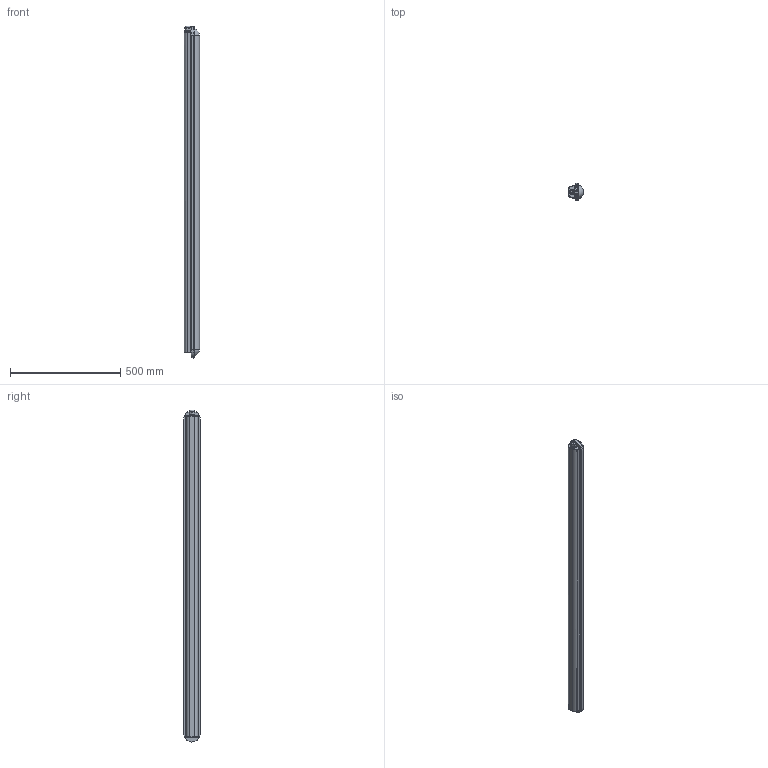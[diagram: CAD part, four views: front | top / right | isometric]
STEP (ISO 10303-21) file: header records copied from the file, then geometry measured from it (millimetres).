
FILE_DESCRIPTION (( 'STEP AP214' ), '1' );
FILE_NAME ('DP-VAL-1500.STEP', '2023-04-24T09:59:09', ( '' ), ( '' ), 'SwSTEP 2.0', 'SolidWorks 2020', '' );
FILE_SCHEMA (( 'AUTOMOTIVE_DESIGN' ));
Length unit declared in the file: millimetre
Products named in the file (1): DP-VAL-1500
Bounding box: 68 x 77 x 1502.5 mm (x, y, z)
Volume: 650060.4 mm3; surface area: 770909.3 mm2
Topology: 3 solids, 3 shells, 122 faces, 288 edges, 180 vertices
Faces by surface type: plane 52, cylinder 40, bspline 16, cone 5, torus 5, sphere 4
Full cylindrical faces by diameter (mm): 12.5 x1, 13.225 x1, 18.697 x1, 20 x2, 20.5 x1
Entity records: 5652 total; most frequent: CARTESIAN_POINT 1647, ORIENTED_EDGE 544, DIRECTION 514, EDGE_CURVE 272, AXIS2_PLACEMENT_3D 187, VERTEX_POINT 176, EDGE_LOOP 146, LINE 140
